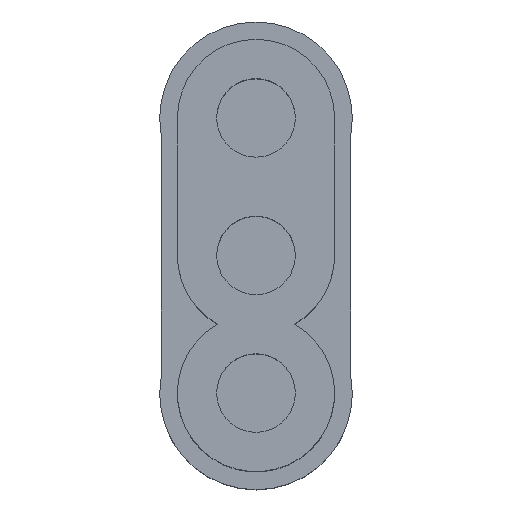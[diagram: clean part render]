
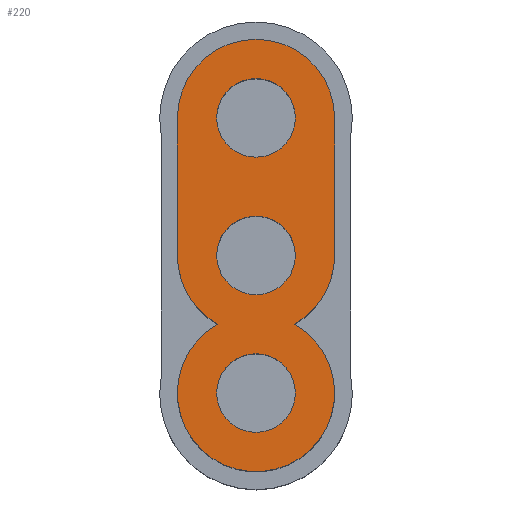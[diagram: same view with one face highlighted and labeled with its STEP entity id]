
A CAD part, top view. The second image highlights one B-rep face of the part: STEP entity #220.
In plain terms, the highlighted planar face has unit normal (0, 0, 1).
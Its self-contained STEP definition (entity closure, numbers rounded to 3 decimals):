
#220=ADVANCED_FACE('',(#423,#425,#427,#429),#431,.T.);
#423=FACE_BOUND('',#424,.T.);
#424=EDGE_LOOP('',(#550,#551,#552,#553,#554,#555));
#425=FACE_BOUND('',#426,.T.);
#426=EDGE_LOOP('',(#556));
#427=FACE_BOUND('',#428,.T.);
#428=EDGE_LOOP('',(#557));
#429=FACE_BOUND('',#430,.T.);
#430=EDGE_LOOP('',(#558));
#431=PLANE('',#432);
#432=AXIS2_PLACEMENT_3D('',#433,#434,#435);
#433=CARTESIAN_POINT('',(0.,0.,9.6));
#434=DIRECTION('',(0.,0.,1.));
#435=DIRECTION('',(-1.,0.,0.));
#550=ORIENTED_EDGE('',*,*,#592,.T.);
#551=ORIENTED_EDGE('',*,*,#603,.T.);
#552=ORIENTED_EDGE('',*,*,#601,.T.);
#553=ORIENTED_EDGE('',*,*,#599,.T.);
#554=ORIENTED_EDGE('',*,*,#597,.T.);
#555=ORIENTED_EDGE('',*,*,#595,.T.);
#556=ORIENTED_EDGE('',*,*,#604,.T.);
#557=ORIENTED_EDGE('',*,*,#605,.T.);
#558=ORIENTED_EDGE('',*,*,#606,.T.);
#592=EDGE_CURVE('',#654,#655,#656,.T.);
#595=EDGE_CURVE('',#659,#654,#660,.T.);
#597=EDGE_CURVE('',#662,#659,#663,.T.);
#599=EDGE_CURVE('',#665,#662,#666,.T.);
#601=EDGE_CURVE('',#668,#665,#669,.T.);
#603=EDGE_CURVE('',#655,#668,#671,.T.);
#604=EDGE_CURVE('',#672,#672,#673,.F.);
#605=EDGE_CURVE('',#674,#674,#675,.F.);
#606=EDGE_CURVE('',#676,#676,#677,.F.);
#654=VERTEX_POINT('',#790);
#655=VERTEX_POINT('',#791);
#656=LINE('',#792,#793);
#659=VERTEX_POINT('',#801);
#660=CIRCLE('',#802,2.);
#662=VERTEX_POINT('',#809);
#663=CIRCLE('',#810,2.);
#665=VERTEX_POINT('',#817);
#666=CIRCLE('',#818,2.);
#668=VERTEX_POINT('',#825);
#669=LINE('',#826,#827);
#671=CIRCLE('',#832,2.);
#672=VERTEX_POINT('',#836);
#673=CIRCLE('',#837,1.);
#674=VERTEX_POINT('',#841);
#675=CIRCLE('',#842,1.);
#676=VERTEX_POINT('',#846);
#677=CIRCLE('',#847,1.);
#790=CARTESIAN_POINT('',(2.,0.,9.6));
#791=CARTESIAN_POINT('',(2.,3.5,9.6));
#792=CARTESIAN_POINT('',(2.,0.,9.6));
#793=VECTOR('',#794,1.);
#794=DIRECTION('',(0.,1.,0.));
#801=CARTESIAN_POINT('',(0.968,-1.75,9.6));
#802=AXIS2_PLACEMENT_3D('',#803,#804,#805);
#803=CARTESIAN_POINT('',(0.,0.,9.6));
#804=DIRECTION('',(0.,0.,1.));
#805=DIRECTION('',(0.484,-0.875,0.));
#809=CARTESIAN_POINT('',(-0.968,-1.75,9.6));
#810=AXIS2_PLACEMENT_3D('',#811,#812,#813);
#811=CARTESIAN_POINT('',(0.,-3.5,9.6));
#812=DIRECTION('',(0.,0.,1.));
#813=DIRECTION('',(-0.484,0.875,0.));
#817=CARTESIAN_POINT('',(-2.,0.,9.6));
#818=AXIS2_PLACEMENT_3D('',#819,#820,#821);
#819=CARTESIAN_POINT('',(0.,0.,9.6));
#820=DIRECTION('',(0.,0.,1.));
#821=DIRECTION('',(-1.,0.,0.));
#825=CARTESIAN_POINT('',(-2.,3.5,9.6));
#826=CARTESIAN_POINT('',(-2.,3.5,9.6));
#827=VECTOR('',#828,1.);
#828=DIRECTION('',(0.,-1.,0.));
#832=AXIS2_PLACEMENT_3D('',#833,#834,#835);
#833=CARTESIAN_POINT('',(0.,3.5,9.6));
#834=DIRECTION('',(0.,0.,1.));
#835=DIRECTION('',(1.,0.,0.));
#836=CARTESIAN_POINT('',(-1.,3.5,9.6));
#837=AXIS2_PLACEMENT_3D('',#838,#839,#840);
#838=CARTESIAN_POINT('',(0.,3.5,9.6));
#839=DIRECTION('',(0.,0.,1.));
#840=DIRECTION('',(-1.,0.,0.));
#841=CARTESIAN_POINT('',(-1.,0.,9.6));
#842=AXIS2_PLACEMENT_3D('',#843,#844,#845);
#843=CARTESIAN_POINT('',(0.,0.,9.6));
#844=DIRECTION('',(0.,0.,1.));
#845=DIRECTION('',(-1.,0.,0.));
#846=CARTESIAN_POINT('',(-1.,-3.5,9.6));
#847=AXIS2_PLACEMENT_3D('',#848,#849,#850);
#848=CARTESIAN_POINT('',(0.,-3.5,9.6));
#849=DIRECTION('',(0.,0.,1.));
#850=DIRECTION('',(-1.,0.,0.));
